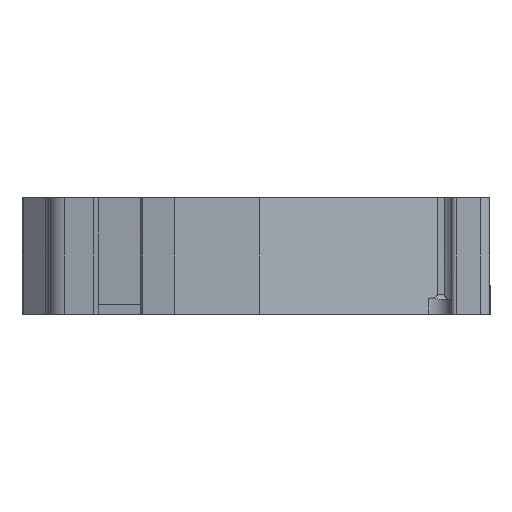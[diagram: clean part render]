
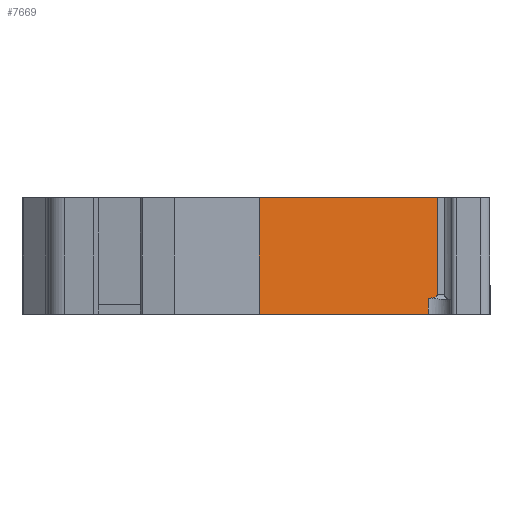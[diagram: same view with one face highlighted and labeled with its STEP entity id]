
A CAD part, left-side view. The second image highlights one B-rep face of the part: STEP entity #7669.
In plain terms, the highlighted planar face has unit normal (-0.985, -0.174, 0).
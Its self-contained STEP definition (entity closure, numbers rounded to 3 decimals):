
#216 = VERTEX_POINT ( 'NONE', #5705 ) ;
#768 =( BOUNDED_CURVE ( )  B_SPLINE_CURVE ( 3, ( #4274, #4338, #8634, #7944 ),
 .UNSPECIFIED., .F., .F. ) 
 B_SPLINE_CURVE_WITH_KNOTS ( ( 4, 4 ),
 ( 3.142, 3.98 ),
 .UNSPECIFIED. ) 
 CURVE ( )  GEOMETRIC_REPRESENTATION_ITEM ( )  RATIONAL_B_SPLINE_CURVE ( ( 1., 0.942, 0.942, 1. ) ) 
 REPRESENTATION_ITEM ( '' )  );
#970 = VERTEX_POINT ( 'NONE', #3355 ) ;
#1291 = EDGE_CURVE ( 'NONE', #6013, #216, #7934, .T. ) ;
#1424 = AXIS2_PLACEMENT_3D ( 'NONE', #8108, #3823, #8834 ) ;
#1693 = ORIENTED_EDGE ( 'NONE', *, *, #1836, .F. ) ;
#1836 = EDGE_CURVE ( 'NONE', #7870, #5757, #4671, .T. ) ;
#1933 = EDGE_CURVE ( 'NONE', #7870, #970, #2094, .T. ) ;
#2094 = LINE ( 'NONE', #2170, #6346 ) ;
#2170 = CARTESIAN_POINT ( 'NONE',  ( -36.314, -21.846, 0. ) ) ;
#2381 = PLANE ( 'NONE',  #1424 ) ;
#2409 = CARTESIAN_POINT ( 'NONE',  ( -33.079, -40.188, 12. ) ) ;
#2882 = EDGE_CURVE ( 'NONE', #970, #8766, #5973, .T. ) ;
#3187 = CARTESIAN_POINT ( 'NONE',  ( -33.079, -40.188, 12. ) ) ;
#3317 = ORIENTED_EDGE ( 'NONE', *, *, #3679, .F. ) ;
#3330 = VECTOR ( 'NONE', #4265, 1000. ) ;
#3355 = CARTESIAN_POINT ( 'NONE',  ( -33.245, -39.249, 0. ) ) ;
#3492 = CARTESIAN_POINT ( 'NONE',  ( -36.314, -21.846, 12. ) ) ;
#3679 = EDGE_CURVE ( 'NONE', #216, #8766, #768, .T. ) ;
#3709 = ORIENTED_EDGE ( 'NONE', *, *, #2882, .T. ) ;
#3777 = CARTESIAN_POINT ( 'NONE',  ( -36.314, -21.846, 12. ) ) ;
#3810 = DIRECTION ( 'NONE',  ( 0., 0., -1. ) ) ;
#3823 = DIRECTION ( 'NONE',  ( 0.985, 0.174, 0. ) ) ;
#4030 = FACE_OUTER_BOUND ( 'NONE', #4288, .T. ) ;
#4265 = DIRECTION ( 'NONE',  ( 0., 0., 1. ) ) ;
#4274 = CARTESIAN_POINT ( 'NONE',  ( -33.079, -40.188, 2. ) ) ;
#4288 = EDGE_LOOP ( 'NONE', ( #3317, #8123, #8354, #1693, #7581, #3709 ) ) ;
#4338 = CARTESIAN_POINT ( 'NONE',  ( -33.079, -40.188, 1.856 ) ) ;
#4571 = EDGE_CURVE ( 'NONE', #5757, #6013, #5447, .T. ) ;
#4671 = LINE ( 'NONE', #8567, #3330 ) ;
#4699 = CARTESIAN_POINT ( 'NONE',  ( -33.245, -39.249, 1.5 ) ) ;
#5220 = DIRECTION ( 'NONE',  ( 0.174, -0.985, 0. ) ) ;
#5447 = LINE ( 'NONE', #3777, #7566 ) ;
#5705 = CARTESIAN_POINT ( 'NONE',  ( -33.079, -40.188, 2. ) ) ;
#5757 = VERTEX_POINT ( 'NONE', #3492 ) ;
#5973 = LINE ( 'NONE', #4699, #7550 ) ;
#6013 = VERTEX_POINT ( 'NONE', #2409 ) ;
#6346 = VECTOR ( 'NONE', #7816, 1000. ) ;
#7550 = VECTOR ( 'NONE', #8992, 1000. ) ;
#7566 = VECTOR ( 'NONE', #5220, 1000. ) ;
#7581 = ORIENTED_EDGE ( 'NONE', *, *, #1933, .T. ) ;
#7669 = ADVANCED_FACE ( 'NONE', ( #4030 ), #2381, .F. ) ;
#7816 = DIRECTION ( 'NONE',  ( 0.174, -0.985, 0. ) ) ;
#7870 = VERTEX_POINT ( 'NONE', #8230 ) ;
#7885 = CARTESIAN_POINT ( 'NONE',  ( -33.245, -39.249, 1.628 ) ) ;
#7934 = LINE ( 'NONE', #3187, #8378 ) ;
#7944 = CARTESIAN_POINT ( 'NONE',  ( -33.245, -39.249, 1.628 ) ) ;
#8108 = CARTESIAN_POINT ( 'NONE',  ( -36.314, -21.846, 12. ) ) ;
#8123 = ORIENTED_EDGE ( 'NONE', *, *, #1291, .F. ) ;
#8230 = CARTESIAN_POINT ( 'NONE',  ( -36.314, -21.846, 0. ) ) ;
#8354 = ORIENTED_EDGE ( 'NONE', *, *, #4571, .F. ) ;
#8378 = VECTOR ( 'NONE', #3810, 1000. ) ;
#8567 = CARTESIAN_POINT ( 'NONE',  ( -36.314, -21.846, 12. ) ) ;
#8634 = CARTESIAN_POINT ( 'NONE',  ( -33.138, -39.856, 1.725 ) ) ;
#8766 = VERTEX_POINT ( 'NONE', #7885 ) ;
#8834 = DIRECTION ( 'NONE',  ( -0.174, 0.985, 0. ) ) ;
#8992 = DIRECTION ( 'NONE',  ( 0., 0., 1. ) ) ;
